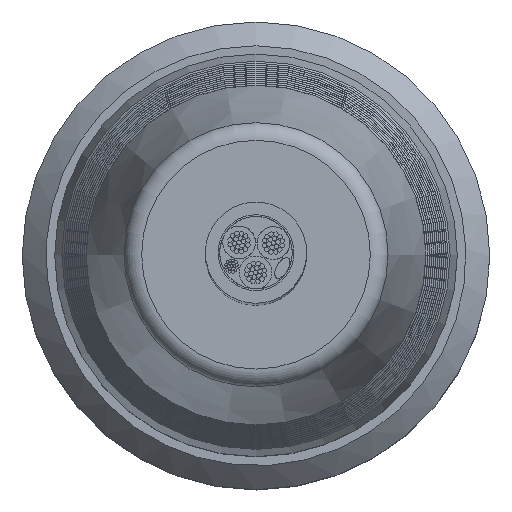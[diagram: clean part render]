
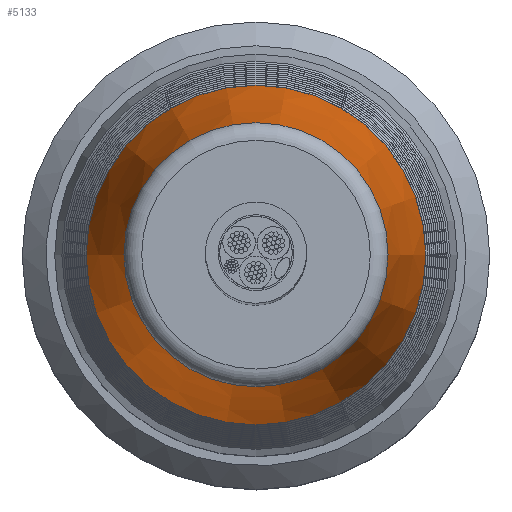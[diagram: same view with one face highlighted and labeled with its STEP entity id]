
A CAD part, top view. The second image highlights one B-rep face of the part: STEP entity #5133.
In plain terms, the highlighted conical face has half-angle 10.125 degrees and reference radius 7.303 mm.
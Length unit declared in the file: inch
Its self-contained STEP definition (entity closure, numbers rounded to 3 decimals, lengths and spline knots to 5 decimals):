
#447=CONICAL_SURFACE('',#5861,0.2875,10.125);
#737=FACE_BOUND('',#1615,.T.);
#1105=FACE_OUTER_BOUND('',#1614,.T.);
#1614=EDGE_LOOP('',(#4207));
#1615=EDGE_LOOP('',(#4208));
#2008=CIRCLE('',#5858,0.29531);
#2010=CIRCLE('',#5862,0.2296);
#2362=VERTEX_POINT('',#9135);
#2364=VERTEX_POINT('',#9141);
#2947=EDGE_CURVE('',#2362,#2362,#2008,.T.);
#2949=EDGE_CURVE('',#2364,#2364,#2010,.T.);
#4207=ORIENTED_EDGE('',*,*,#2949,.F.);
#4208=ORIENTED_EDGE('',*,*,#2947,.T.);
#5133=ADVANCED_FACE('',(#1105,#737),#447,.T.);
#5858=AXIS2_PLACEMENT_3D('',#9136,#7438,#7439);
#5861=AXIS2_PLACEMENT_3D('',#9140,#7444,#7445);
#5862=AXIS2_PLACEMENT_3D('',#9142,#7446,#7447);
#7438=DIRECTION('center_axis',(0.,0.,
1.));
#7439=DIRECTION('ref_axis',(-1.,0.,0.));
#7444=DIRECTION('center_axis',(0.,0.,
-1.));
#7445=DIRECTION('ref_axis',(-1.,0.,0.));
#7446=DIRECTION('center_axis',(0.,0.,
1.));
#7447=DIRECTION('ref_axis',(1.,0.,0.));
#9135=CARTESIAN_POINT('',(0.29531,0.,1.33926));
#9136=CARTESIAN_POINT('Origin',(0.,0.,
1.33926));
#9140=CARTESIAN_POINT('Origin',(0.,0.,
1.383));
#9141=CARTESIAN_POINT('',(-0.2296,0.,1.70724));
#9142=CARTESIAN_POINT('Origin',(0.,0.,
1.70724));
